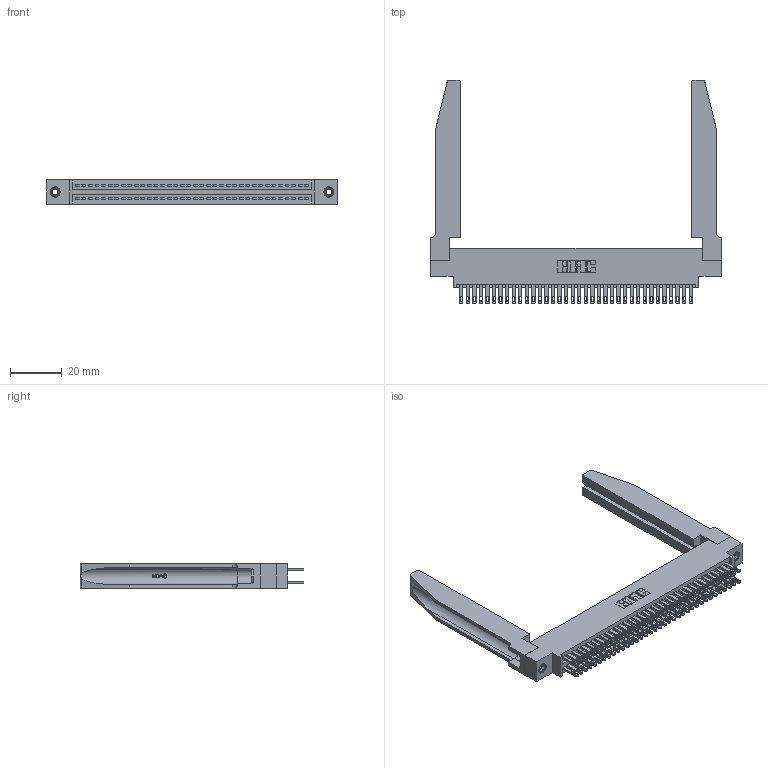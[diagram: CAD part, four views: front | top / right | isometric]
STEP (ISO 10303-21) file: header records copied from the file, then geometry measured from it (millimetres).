
FILE_DESCRIPTION (( 'STEP AP203' ), '1' );
FILE_NAME ('345-072-500-878.STEP', '2019-10-31T02:25:03', ( '' ), ( '' ), 'SwSTEP 2.0', 'SolidWorks 2016', '' );
FILE_SCHEMA (( 'CONFIG_CONTROL_DESIGN' ));
Length unit declared in the file: inch
Products named in the file (5): 345 Part_0.170 Offset - 0.156 Dia-TH; 345-250-001_345-250-001-102; 345-072-500-878; 345-292-001_345-293-100; 345-220-078_345-220-078
Assembly tree (77 placements, depth 2):
  345-072-500-878
    345 Part_0.170 Offset - 0.156 Dia-TH
    345-292-001_345-293-100  x72
    345-250-001_345-250-001-102  x2
    345-220-078_345-220-078  x2
Bounding box: 112.67 x 86.79 x 9.4 mm (x, y, z)
Volume: 18766.7 mm3; surface area: 23854.4 mm2
Topology: 77 solids, 77 shells, 3676 faces, 11113 edges, 7398 vertices
Faces by surface type: plane 2170, cylinder 1454, bspline 36, cone 12, torus 4
Entity records: 33856 total; most frequent: CARTESIAN_POINT 6599, ORIENTED_EDGE 5430, DIRECTION 4821, EDGE_CURVE 2715, LINE 2341, VECTOR 2341, VERTEX_POINT 1804, AXIS2_PLACEMENT_3D 1240
